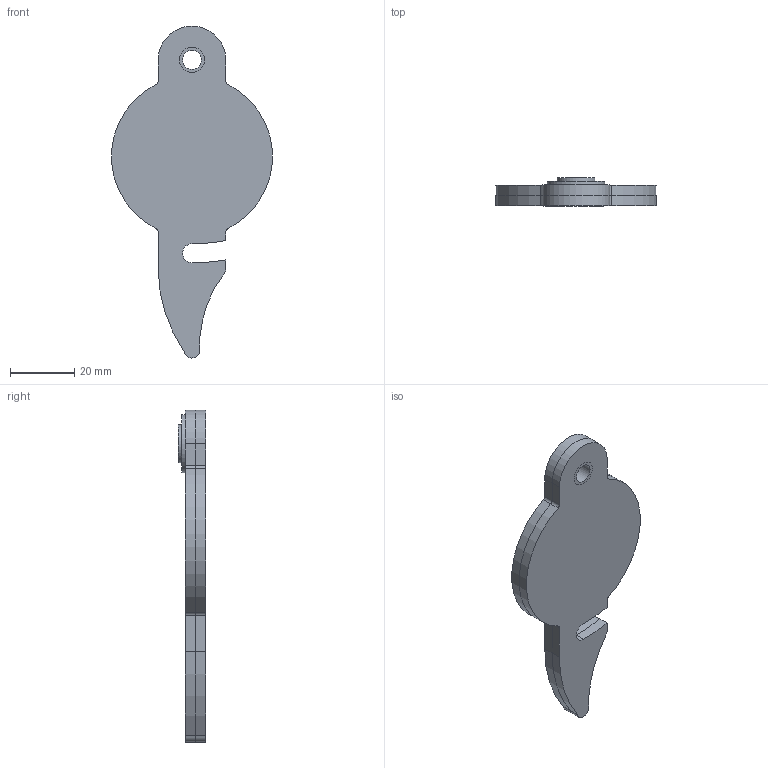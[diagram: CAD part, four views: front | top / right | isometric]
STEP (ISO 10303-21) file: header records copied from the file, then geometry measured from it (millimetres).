
FILE_DESCRIPTION(/* description */ (''),/* implementation_level */ '2;1');
FILE_NAME(/* name */ 'VA-Schieber.step',/* time_stamp */ '2020-08-16T17:18:44+02:00',/* author */ (''),/* organization */ (''),/* preprocessor_version */ 'ST-DEVELOPER v18.1',/* originating_system */ 'Autodesk Translation Framework v9.3.0.1241',/* authorisation */ '');
FILE_SCHEMA (('AUTOMOTIVE_DESIGN { 1 0 10303 214 3 1 1 }'));
Length unit declared in the file: millimetre
Products named in the file (5): VA-Schieber; VA-Schieber_1; PTFE_Dichtung; Gleitlager; Unterlegscheibe
Assembly tree (4 placements, depth 2):
  VA-Schieber
    VA-Schieber_1
    PTFE_Dichtung
    Gleitlager
    Unterlegscheibe
Bounding box: 49.82 x 8.6 x 102.99 mm (x, y, z)
Volume: 17698.7 mm3; surface area: 13702.9 mm2
Topology: 4 solids, 4 shells, 54 faces, 135 edges, 90 vertices
Faces by surface type: cylinder 35, plane 19
Full cylindrical faces by diameter (mm): 5.9 x1, 7.8 x4, 11.7 x1, 17.9 x1
Entity records: 1843 total; most frequent: DIRECTION 331, CARTESIAN_POINT 288, ORIENTED_EDGE 270, EDGE_CURVE 135, AXIS2_PLACEMENT_3D 133, VERTEX_POINT 90, CIRCLE 70, LINE 65
